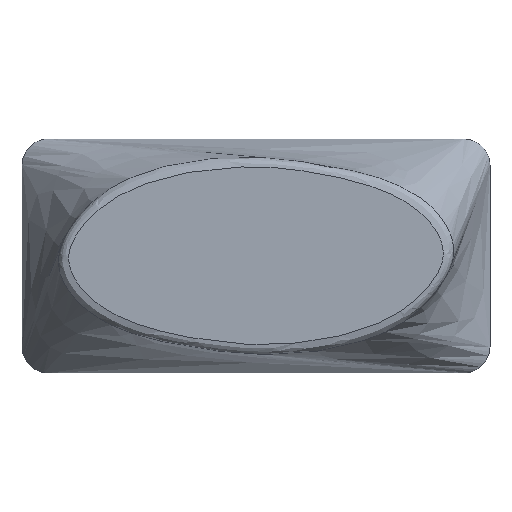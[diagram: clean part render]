
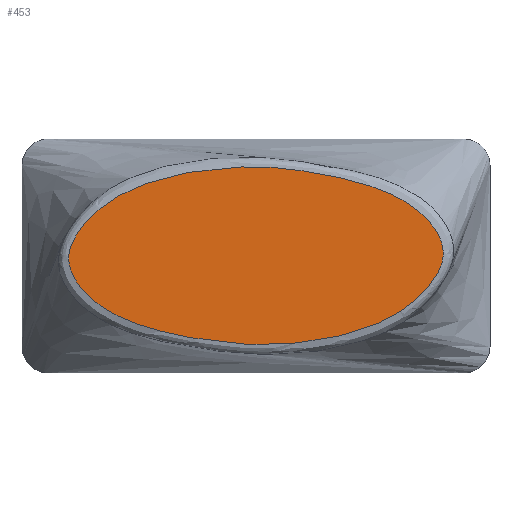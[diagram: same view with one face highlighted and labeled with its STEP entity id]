
A CAD part, top view. The second image highlights one B-rep face of the part: STEP entity #453.
In plain terms, the highlighted planar face has unit normal (0, 0, 1).
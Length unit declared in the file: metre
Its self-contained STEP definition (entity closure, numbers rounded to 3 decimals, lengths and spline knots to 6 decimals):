
#15=PLANE('',#506);
#136=ORIENTED_EDGE('',*,*,#255,.T.);
#255=EDGE_CURVE('',#320,#320,#367,.T.);
#320=VERTEX_POINT('',#960);
#367=B_SPLINE_CURVE_WITH_KNOTS('',3,(#848,#849,#850,#851,#852,#853,#854,
#855,#856,#857,#858,#859,#860,#861,#862,#863,#864,#865,#866,#867,#868,#869,
#870,#871,#872,#873,#874,#875,#876,#877,#878,#879,#880,#881,#882,#883,#884,
#885,#886,#887,#888,#889,#890,#891,#892,#893,#894,#895,#896,#897,#898,#899,
#900,#901,#902,#903,#904,#905,#906,#907,#908,#909,#910,#911,#912,#913,#914,
#915,#916,#917,#918,#919,#920,#921,#922,#923,#924,#925,#926,#927,#928,#929,
#930,#931,#932,#933,#934,#935,#936,#937,#938,#939,#940,#941,#942,#943,#944,
#945,#946,#947,#948,#949,#950,#951,#952,#953,#954,#955,#956,#957,#958,#959),
 .UNSPECIFIED.,.T.,.F.,(1,1,1,1,1,1,1,1,1,1,1,1,1,1,1,1,1,1,1,1,1,1,1,1,
1,1,1,1,1,1,1,1,1,1,1,1,1,1,1,1,1,1,1,1,1,1,1,1,1,1,1,1,1,1,1,1,1,1,1,1,
1,1,1,1,1,1,1,1,1,1,1,1,1,1,1,1,1,1,1,1,1,1,1,1,1,1,1,1,1,1,1,1,1,1,1,1,
1,1,1,1,1,1,1,1,1,1,1,1,1,1,1,1,1,1,1,1),(-0.032977,-0.024733,
-0.016488,0.,0.014844,0.022266,0.029688,0.045273,0.053066,
0.060859,0.076093,0.091326,0.10656,0.114176,
0.121793,0.125694,0.129596,0.137398,0.153004,
0.168609,0.184215,0.192417,0.200619,0.208821,
0.212922,0.217023,0.219084,0.221144,
0.225265,0.229386,0.231447,0.233507,
0.234487,0.235466,0.237424,0.241341,
0.249175,0.264215,0.279255,0.294294,
0.309334,0.324929,0.340525,0.356121,
0.371717,0.375623,0.379528,0.38734,
0.402964,0.418587,0.434211,0.442414,
0.450617,0.45882,0.467023,0.474855,
0.482687,0.498351,0.513978,0.521792,0.529605,
0.54523,0.553043,0.560855,0.57609,
0.591324,0.606558,0.614176,0.621793,
0.625694,0.629595,0.637398,0.653004,
0.668609,0.684215,0.688316,0.692417,
0.700619,0.708821,0.712922,0.717023,
0.719084,0.721144,0.725265,0.729386,0.731447,
0.733507,0.734487,0.735466,0.737424,
0.741341,0.749175,0.764215,0.779255,
0.794294,0.809334,0.824929,0.840525,
0.856121,0.871717,0.875623,0.879528,
0.88734,0.902964,0.918587,0.934211,
0.942414,0.950617,0.95882,0.967023,
0.975267,0.983512,1.,1.014844,1.022266,1.029688),
 .UNSPECIFIED.);
#390=EDGE_LOOP('',(#136));
#422=FACE_BOUND('',#390,.T.);
#453=ADVANCED_FACE('',(#422),#15,.T.);
#506=AXIS2_PLACEMENT_3D('',#1347,#541,#542);
#541=DIRECTION('',(0.,0.,1.));
#542=DIRECTION('',(1.,0.,0.));
#848=CARTESIAN_POINT('',(-0.014264,0.000749,0.0085));
#849=CARTESIAN_POINT('',(-0.014447,0.000047,0.0085));
#850=CARTESIAN_POINT('',(-0.014375,-0.000706,0.0085));
#851=CARTESIAN_POINT('',(-0.014188,-0.001282,0.0085));
#852=CARTESIAN_POINT('',(-0.013887,-0.001906,0.0085));
#853=CARTESIAN_POINT('',(-0.013531,-0.002408,0.0085));
#854=CARTESIAN_POINT('',(-0.01307,-0.002919,0.0085));
#855=CARTESIAN_POINT('',(-0.012522,-0.00343,0.0085));
#856=CARTESIAN_POINT('',(-0.011923,-0.003887,0.0085));
#857=CARTESIAN_POINT('',(-0.011064,-0.004418,0.0085));
#858=CARTESIAN_POINT('',(-0.010272,-0.004806,0.0085));
#859=CARTESIAN_POINT('',(-0.009583,-0.005091,0.0085));
#860=CARTESIAN_POINT('',(-0.009131,-0.005258,0.0085));
#861=CARTESIAN_POINT('',(-0.008747,-0.005387,0.0085));
#862=CARTESIAN_POINT('',(-0.008475,-0.005475,0.0085));
#863=CARTESIAN_POINT('',(-0.007919,-0.005643,0.0085));
#864=CARTESIAN_POINT('',(-0.007092,-0.005862,0.0085));
#865=CARTESIAN_POINT('',(-0.005995,-0.00611,0.0085));
#866=CARTESIAN_POINT('',(-0.004964,-0.006308,0.0085));
#867=CARTESIAN_POINT('',(-0.004138,-0.006448,0.0085));
#868=CARTESIAN_POINT('',(-0.003556,-0.006539,0.0085));
#869=CARTESIAN_POINT('',(-0.003076,-0.006606,0.0085));
#870=CARTESIAN_POINT('',(-0.002703,-0.006653,0.0085));
#871=CARTESIAN_POINT('',(-0.002471,-0.006681,0.0085));
#872=CARTESIAN_POINT('',(-0.002292,-0.006701,0.0085));
#873=CARTESIAN_POINT('',(-0.002017,-0.00673,0.0085));
#874=CARTESIAN_POINT('',(-0.001748,-0.006757,0.0085));
#875=CARTESIAN_POINT('',(-0.00151,-0.006778,0.0085));
#876=CARTESIAN_POINT('',(-0.001352,-0.00679,0.0085));
#877=CARTESIAN_POINT('',(-0.001261,-0.006796,0.0085));
#878=CARTESIAN_POINT('',(-0.001207,-0.006799,0.0085));
#879=CARTESIAN_POINT('',(-0.001086,-0.006804,0.0085));
#880=CARTESIAN_POINT('',(-0.000912,-0.006812,0.0085));
#881=CARTESIAN_POINT('',(-0.000558,-0.006827,0.0085));
#882=CARTESIAN_POINT('',(-0.000023,-0.006844,0.0085));
#883=CARTESIAN_POINT('',(0.000926,-0.006847,0.0085));
#884=CARTESIAN_POINT('',(0.001978,-0.006807,0.0085));
#885=CARTESIAN_POINT('',(0.003046,-0.006725,0.0085));
#886=CARTESIAN_POINT('',(0.004084,-0.006604,0.0085));
#887=CARTESIAN_POINT('',(0.00523,-0.006423,0.0085));
#888=CARTESIAN_POINT('',(0.006329,-0.006193,0.0085));
#889=CARTESIAN_POINT('',(0.007379,-0.005919,0.0085));
#890=CARTESIAN_POINT('',(0.008132,-0.005678,0.0085));
#891=CARTESIAN_POINT('',(0.008613,-0.005506,0.0085));
#892=CARTESIAN_POINT('',(0.008986,-0.005365,0.0085));
#893=CARTESIAN_POINT('',(0.009591,-0.005114,0.0085));
#894=CARTESIAN_POINT('',(0.010411,-0.004713,0.0085));
#895=CARTESIAN_POINT('',(0.011306,-0.004166,0.0085));
#896=CARTESIAN_POINT('',(0.011963,-0.003673,0.0085));
#897=CARTESIAN_POINT('',(0.012499,-0.003195,0.0085));
#898=CARTESIAN_POINT('',(0.012896,-0.002798,0.0085));
#899=CARTESIAN_POINT('',(0.013256,-0.002386,0.0085));
#900=CARTESIAN_POINT('',(0.013559,-0.001994,0.0085));
#901=CARTESIAN_POINT('',(0.01389,-0.001497,0.0085));
#902=CARTESIAN_POINT('',(0.014214,-0.000873,0.0085));
#903=CARTESIAN_POINT('',(0.014432,-0.000178,0.0085));
#904=CARTESIAN_POINT('',(0.014401,0.000575,0.0085));
#905=CARTESIAN_POINT('',(0.014226,0.001187,0.0085));
#906=CARTESIAN_POINT('',(0.013931,0.001834,0.0085));
#907=CARTESIAN_POINT('',(0.013575,0.002352,0.0085));
#908=CARTESIAN_POINT('',(0.013118,0.002871,0.0085));
#909=CARTESIAN_POINT('',(0.012572,0.003388,0.0085));
#910=CARTESIAN_POINT('',(0.011972,0.003852,0.0085));
#911=CARTESIAN_POINT('',(0.011114,0.004391,0.0085));
#912=CARTESIAN_POINT('',(0.010319,0.004784,0.0085));
#913=CARTESIAN_POINT('',(0.009628,0.005073,0.0085));
#914=CARTESIAN_POINT('',(0.009175,0.005243,0.0085));
#915=CARTESIAN_POINT('',(0.00879,0.005373,0.0085));
#916=CARTESIAN_POINT('',(0.008517,0.005461,0.0085));
#917=CARTESIAN_POINT('',(0.00796,0.005632,0.0085));
#918=CARTESIAN_POINT('',(0.007131,0.005853,0.0085));
#919=CARTESIAN_POINT('',(0.006021,0.006105,0.0085));
#920=CARTESIAN_POINT('',(0.005114,0.00628,0.0085));
#921=CARTESIAN_POINT('',(0.004464,0.006393,0.0085));
#922=CARTESIAN_POINT('',(0.00407,0.006459,0.0085));
#923=CARTESIAN_POINT('',(0.003571,0.006536,0.0085));
#924=CARTESIAN_POINT('',(0.003093,0.006603,0.0085));
#925=CARTESIAN_POINT('',(0.002718,0.006651,0.0085));
#926=CARTESIAN_POINT('',(0.002484,0.006679,0.0085));
#927=CARTESIAN_POINT('',(0.002305,0.006699,0.0085));
#928=CARTESIAN_POINT('',(0.002027,0.006729,0.0085));
#929=CARTESIAN_POINT('',(0.001756,0.006757,0.0085));
#930=CARTESIAN_POINT('',(0.001516,0.006778,0.0085));
#931=CARTESIAN_POINT('',(0.001359,0.00679,0.0085));
#932=CARTESIAN_POINT('',(0.001268,0.006796,0.0085));
#933=CARTESIAN_POINT('',(0.001214,0.006798,0.0085));
#934=CARTESIAN_POINT('',(0.001091,0.006804,0.0085));
#935=CARTESIAN_POINT('',(0.000916,0.006812,0.0085));
#936=CARTESIAN_POINT('',(0.00056,0.006827,0.0085));
#937=CARTESIAN_POINT('',(0.000025,0.006844,0.0085));
#938=CARTESIAN_POINT('',(-0.00093,0.006847,0.0085));
#939=CARTESIAN_POINT('',(-0.001988,0.006806,0.0085));
#940=CARTESIAN_POINT('',(-0.003061,0.006724,0.0085));
#941=CARTESIAN_POINT('',(-0.004105,0.006602,0.0085));
#942=CARTESIAN_POINT('',(-0.005257,0.006418,0.0085));
#943=CARTESIAN_POINT('',(-0.006362,0.006186,0.0085));
#944=CARTESIAN_POINT('',(-0.007416,0.005909,0.0085));
#945=CARTESIAN_POINT('',(-0.008172,0.005665,0.0085));
#946=CARTESIAN_POINT('',(-0.008653,0.005491,0.0085));
#947=CARTESIAN_POINT('',(-0.009029,0.005348,0.0085));
#948=CARTESIAN_POINT('',(-0.009637,0.005093,0.0085));
#949=CARTESIAN_POINT('',(-0.010463,0.004685,0.0085));
#950=CARTESIAN_POINT('',(-0.011361,0.004129,0.0085));
#951=CARTESIAN_POINT('',(-0.012021,0.003626,0.0085));
#952=CARTESIAN_POINT('',(-0.012556,0.003141,0.0085));
#953=CARTESIAN_POINT('',(-0.012948,0.002742,0.0085));
#954=CARTESIAN_POINT('',(-0.013304,0.002328,0.0085));
#955=CARTESIAN_POINT('',(-0.013606,0.001929,0.0085));
#956=CARTESIAN_POINT('',(-0.013942,0.001409,0.0085));
#957=CARTESIAN_POINT('',(-0.014264,0.000749,0.0085));
#958=CARTESIAN_POINT('',(-0.014447,0.000047,0.0085));
#959=CARTESIAN_POINT('',(-0.014375,-0.000706,0.0085));
#960=CARTESIAN_POINT('',(-0.014398,0.000003,0.0085));
#1347=CARTESIAN_POINT('',(0.,0.,0.0085));
